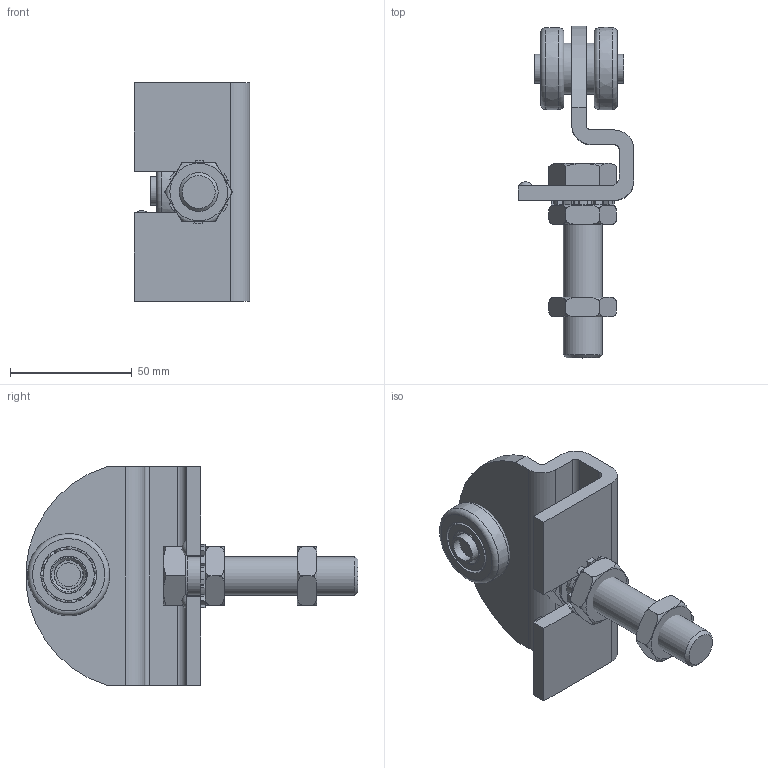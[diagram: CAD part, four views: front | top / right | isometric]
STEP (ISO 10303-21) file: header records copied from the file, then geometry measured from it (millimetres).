
FILE_DESCRIPTION(/* description */ (''),/* implementation_level */ '2;1');
FILE_NAME(/* name */ '9241W.stp',/* time_stamp */ '2021-01-28T10:11:56+01:00',/* author */ ('DBARI'),/* organization */ (''),/* preprocessor_version */ 'ST-DEVELOPER v18.1',/* originating_system */ 'Autodesk Inventor 2021',/* authorisation */ '');
FILE_SCHEMA (('AUTOMOTIVE_DESIGN { 1 0 10303 214 3 1 1 }'));
Length unit declared in the file: millimetre
Products named in the file (7): 9241W; 17580 à jour du 23 07 2019; 04593; 09045; 06016; 15820; 15822
Assembly tree (8 placements, depth 2):
  9241W
    17580 à jour du 23 07 2019
    04593
    09045
    06016  x2
    15820  x2
    15822
Bounding box: 47.5 x 136.54 x 90 mm (x, y, z)
Volume: 102348.6 mm3; surface area: 44707.1 mm2
Topology: 40 solids, 40 shells, 355 faces, 1064 edges, 687 vertices
Faces by surface type: plane 129, cylinder 85, torus 68, sphere 60, cone 11, bspline 2
Full cylindrical faces by diameter (mm): 9.8 x2, 11.8 x2, 12.1 x2, 13.835 x2, 15.1 x4, 15.3 x4, 16 x1, 16.3 x1, 21 x4, 22.49 x1, 23 x4
Entity records: 8711 total; most frequent: CARTESIAN_POINT 1722, DIRECTION 1541, ORIENTED_EDGE 1338, EDGE_CURVE 669, AXIS2_PLACEMENT_3D 633, VERTEX_POINT 473, CIRCLE 368, LINE 275
